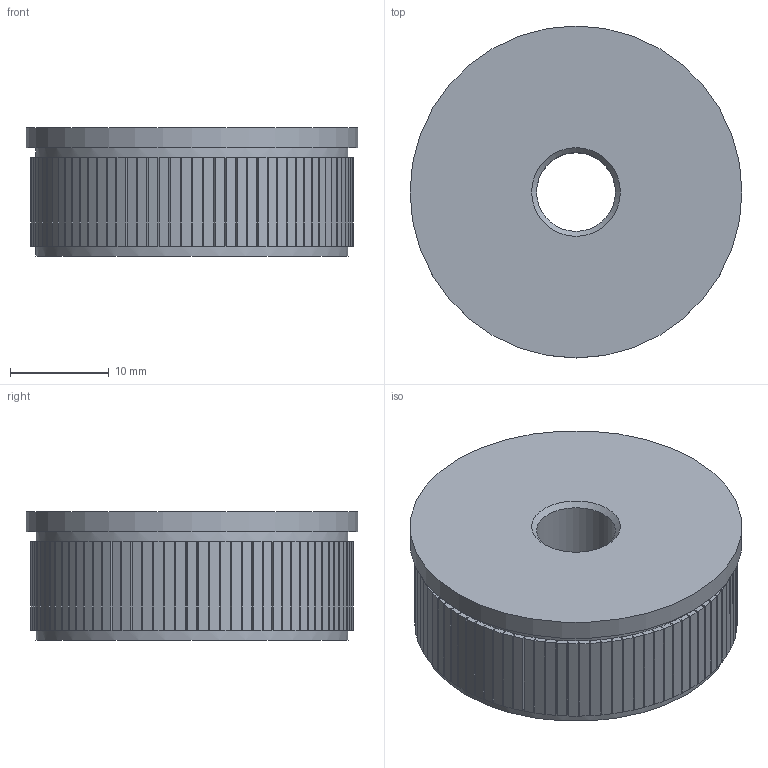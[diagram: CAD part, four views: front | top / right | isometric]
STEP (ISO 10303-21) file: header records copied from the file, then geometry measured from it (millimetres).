
FILE_DESCRIPTION(('STEP AP214'),'1');
FILE_NAME('1813_Cosch_Edelstahltechnik.stp','2018-09-25T17:27:52',(' '),(' '),'Spatial InterOp 3D',' ',' ');
FILE_SCHEMA(('AUTOMOTIVE_DESIGN { 1 0 10303 214 1 1 1 1 }'));
Length unit declared in the file: metre
Products named in the file (1): 1537894043
Bounding box: 33.7 x 33.7 x 13 mm (x, y, z)
Volume: 10216 mm3; surface area: 4223.4 mm2
Topology: 1 solids, 1 shells, 457 faces, 1095 edges, 730 vertices
Faces by surface type: plane 453, cylinder 3, cone 1
Full cylindrical faces by diameter (mm): 8 x1, 31.7 x1, 33.7 x1
Entity records: 16781 total; most frequent: CARTESIAN_POINT 2272, DIRECTION 2190, ORIENTED_EDGE 2174, EDGE_CURVE 1087, LINE 900, VECTOR 900, VERTEX_POINT 727, AXIS2_PLACEMENT_3D 645
